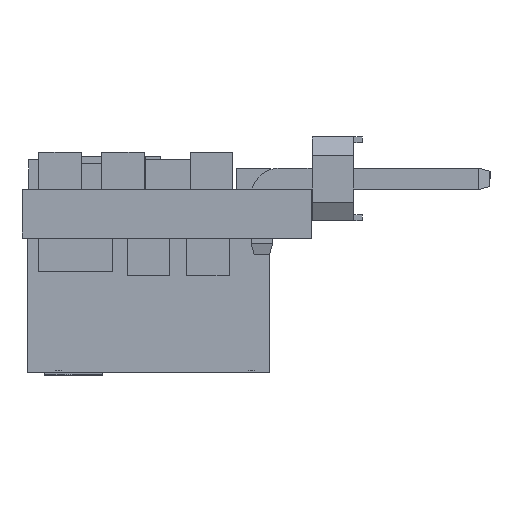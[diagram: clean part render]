
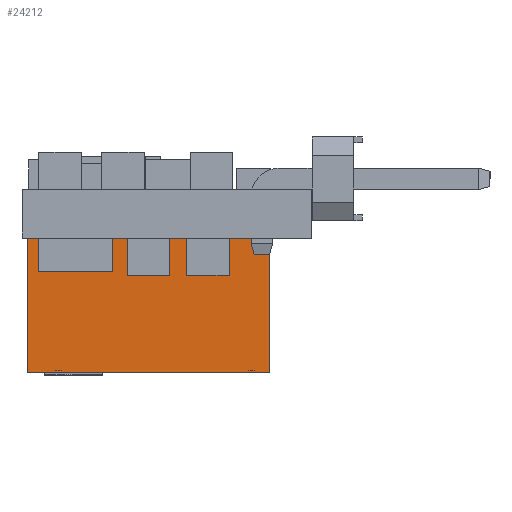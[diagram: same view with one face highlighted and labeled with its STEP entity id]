
A CAD part, left-side view. The second image highlights one B-rep face of the part: STEP entity #24212.
In plain terms, the highlighted planar face has unit normal (-1, 0, 0).
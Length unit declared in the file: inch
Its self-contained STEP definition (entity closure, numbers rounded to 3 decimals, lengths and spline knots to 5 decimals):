
#837 = CARTESIAN_POINT ( 'NONE',  ( 0.2057, 0.10972, 0. ) ) ;
#1406 = CARTESIAN_POINT ( 'NONE',  ( 0.2057, 0.10972, 0. ) ) ;
#1534 = ORIENTED_EDGE ( 'NONE', *, *, #4198, .F. ) ;
#1634 = DIRECTION ( 'NONE',  ( 0., 1., 0. ) ) ;
#1752 = PLANE ( 'NONE',  #15778 ) ;
#1891 = ORIENTED_EDGE ( 'NONE', *, *, #10660, .T. ) ;
#3241 = DIRECTION ( 'NONE',  ( 0., 1., 0. ) ) ;
#3401 = CARTESIAN_POINT ( 'NONE',  ( 0.2057, 0.39318, 0. ) ) ;
#4112 = LINE ( 'NONE', #28596, #16954 ) ;
#4198 = EDGE_CURVE ( 'NONE', #9546, #24242, #6818, .T. ) ;
#5500 = EDGE_LOOP ( 'NONE', ( #5996, #10187, #1534, #1891 ) ) ;
#5548 = VECTOR ( 'NONE', #28881, 39.37008 ) ;
#5996 = ORIENTED_EDGE ( 'NONE', *, *, #7138, .T. ) ;
#6818 = LINE ( 'NONE', #16115, #25330 ) ;
#7138 = EDGE_CURVE ( 'NONE', #31012, #24945, #18858, .T. ) ;
#9546 = VERTEX_POINT ( 'NONE', #20711 ) ;
#10053 = EDGE_CURVE ( 'NONE', #24242, #24945, #4112, .T. ) ;
#10187 = ORIENTED_EDGE ( 'NONE', *, *, #10053, .F. ) ;
#10660 = EDGE_CURVE ( 'NONE', #9546, #31012, #24804, .T. ) ;
#13911 = DIRECTION ( 'NONE',  ( 1., 0., 0. ) ) ;
#14155 = DIRECTION ( 'NONE',  ( 0., 0., 1. ) ) ;
#15778 = AXIS2_PLACEMENT_3D ( 'NONE', #28352, #13911, #30785 ) ;
#16115 = CARTESIAN_POINT ( 'NONE',  ( 0.2057, 0.10972, -0.15748 ) ) ;
#16954 = VECTOR ( 'NONE', #14155, 39.37008 ) ;
#18744 = FACE_OUTER_BOUND ( 'NONE', #5500, .T. ) ;
#18858 = LINE ( 'NONE', #837, #30942 ) ;
#20711 = CARTESIAN_POINT ( 'NONE',  ( 0.2057, 0.10972, -0.15748 ) ) ;
#21311 = CARTESIAN_POINT ( 'NONE',  ( 0.2057, 0.39318, -0.15748 ) ) ;
#21504 = CARTESIAN_POINT ( 'NONE',  ( 0.2057, 0.10972, -0.15748 ) ) ;
#24212 = ADVANCED_FACE ( 'NONE', ( #18744 ), #1752, .F. ) ;
#24242 = VERTEX_POINT ( 'NONE', #21311 ) ;
#24804 = LINE ( 'NONE', #21504, #5548 ) ;
#24945 = VERTEX_POINT ( 'NONE', #3401 ) ;
#25330 = VECTOR ( 'NONE', #1634, 39.37008 ) ;
#28352 = CARTESIAN_POINT ( 'NONE',  ( 0.2057, 0.10972, -0.15748 ) ) ;
#28596 = CARTESIAN_POINT ( 'NONE',  ( 0.2057, 0.39318, -0.15748 ) ) ;
#28881 = DIRECTION ( 'NONE',  ( 0., 0., 1. ) ) ;
#30785 = DIRECTION ( 'NONE',  ( 0., 0., -1. ) ) ;
#30942 = VECTOR ( 'NONE', #3241, 39.37008 ) ;
#31012 = VERTEX_POINT ( 'NONE', #1406 ) ;
